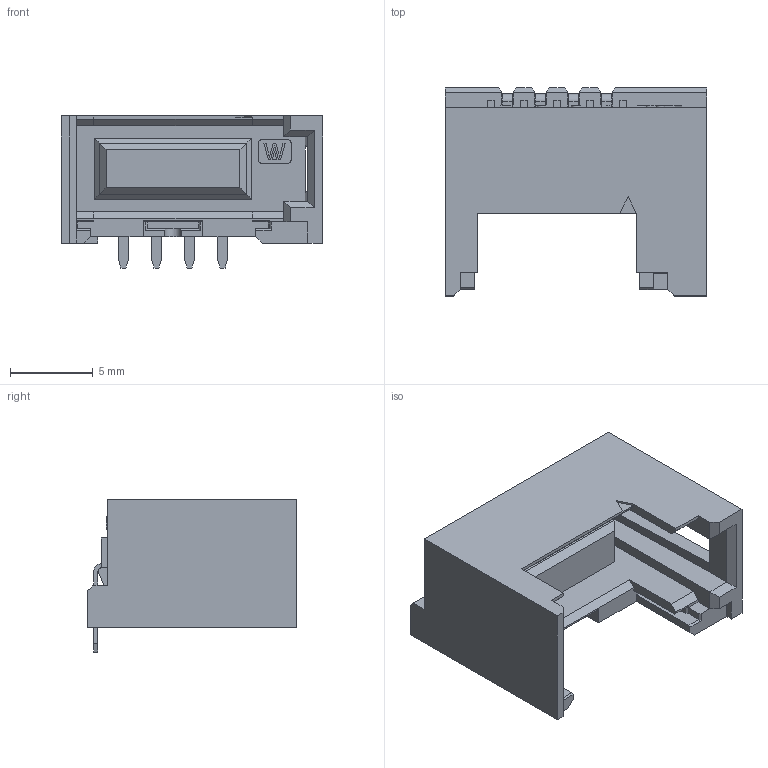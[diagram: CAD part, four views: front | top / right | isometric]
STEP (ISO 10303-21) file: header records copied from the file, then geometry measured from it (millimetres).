
FILE_DESCRIPTION( ('This file contains a STEP AP42 implementation' ,'as created by ZW3D STEP Interface translator.') ,'2;1' );
FILE_NAME( '5372-1R04XXBX03.stp' ,'2312 4.10 031', (''), ('ZWCAD Software Co.'), 'Version 1.0', 'ZW3D to STEP translator', '' );
FILE_SCHEMA(('AUTOMOTIVE_DESIGN { 1 0 10303 214 1 1 1 1 }'));
Length unit declared in the file: millimetre
Products named in the file (2): 0; 5372-1R04XXBX03.stpWZH
Bounding box: 15.8 x 12.6 x 9.2 mm (x, y, z)
Volume: 591.2 mm3; surface area: 1206.9 mm2
Topology: 1 solids, 1 shells, 459 faces, 1270 edges, 832 vertices
Faces by surface type: plane 397, bspline 50, cylinder 12
Entity records: 15224 total; most frequent: CARTESIAN_POINT 3274, ORIENTED_EDGE 2540, DIRECTION 2067, EDGE_CURVE 1270, VECTOR 1145, LINE 1145, VERTEX_POINT 832, EDGE_LOOP 480
